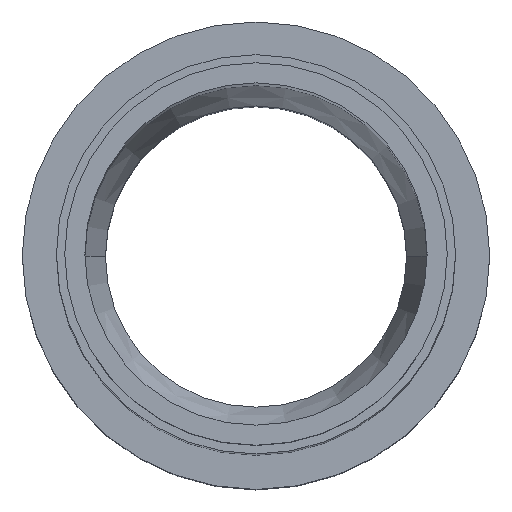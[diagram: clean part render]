
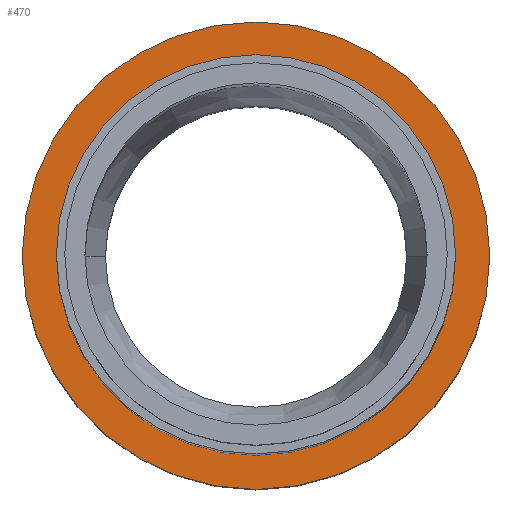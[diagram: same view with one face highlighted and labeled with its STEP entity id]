
A CAD part, top view. The second image highlights one B-rep face of the part: STEP entity #470.
In plain terms, the highlighted planar face has unit normal (0, 0, 1).
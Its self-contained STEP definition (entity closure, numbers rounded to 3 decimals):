
#4 = CARTESIAN_POINT ( 'NONE',  ( -59.65, 0., -295. ) ) ;
#29 = ORIENTED_EDGE ( 'NONE', *, *, #85, .F. ) ;
#34 = CARTESIAN_POINT ( 'NONE',  ( 0., 69.85, -295. ) ) ;
#83 = FACE_BOUND ( 'NONE', #119, .T. ) ;
#85 = EDGE_CURVE ( 'NONE', #395, #144, #515, .T. ) ;
#114 = DIRECTION ( 'NONE',  ( 0., 0., 1. ) ) ;
#119 = EDGE_LOOP ( 'NONE', ( #29, #404 ) ) ;
#128 = AXIS2_PLACEMENT_3D ( 'NONE', #137, #317, #505 ) ;
#136 = CIRCLE ( 'NONE', #128, 69.85 ) ;
#137 = CARTESIAN_POINT ( 'NONE',  ( 0., 0., -295. ) ) ;
#138 = AXIS2_PLACEMENT_3D ( 'NONE', #403, #597, #181 ) ;
#144 = VERTEX_POINT ( 'NONE', #4 ) ;
#149 = DIRECTION ( 'NONE',  ( 0., 0., 1. ) ) ;
#150 = CIRCLE ( 'NONE', #138, 69.85 ) ;
#163 = ORIENTED_EDGE ( 'NONE', *, *, #496, .T. ) ;
#181 = DIRECTION ( 'NONE',  ( 1., 0., 0. ) ) ;
#185 = AXIS2_PLACEMENT_3D ( 'NONE', #34, #223, #401 ) ;
#187 = VERTEX_POINT ( 'NONE', #336 ) ;
#192 = EDGE_CURVE ( 'NONE', #144, #395, #422, .T. ) ;
#223 = DIRECTION ( 'NONE',  ( 0., 0., -1. ) ) ;
#265 = FACE_OUTER_BOUND ( 'NONE', #346, .T. ) ;
#289 = DIRECTION ( 'NONE',  ( 1., 0., 0. ) ) ;
#301 = CARTESIAN_POINT ( 'NONE',  ( 59.65, 0., -295. ) ) ;
#317 = DIRECTION ( 'NONE',  ( 0., 0., 1. ) ) ;
#330 = DIRECTION ( 'NONE',  ( 1., 0., 0. ) ) ;
#336 = CARTESIAN_POINT ( 'NONE',  ( -69.85, 0., -295. ) ) ;
#346 = EDGE_LOOP ( 'NONE', ( #163, #348 ) ) ;
#348 = ORIENTED_EDGE ( 'NONE', *, *, #518, .T. ) ;
#359 = CARTESIAN_POINT ( 'NONE',  ( 69.85, 0., -295. ) ) ;
#395 = VERTEX_POINT ( 'NONE', #301 ) ;
#401 = DIRECTION ( 'NONE',  ( -1., 0., 0. ) ) ;
#403 = CARTESIAN_POINT ( 'NONE',  ( 0., 0., -295. ) ) ;
#404 = ORIENTED_EDGE ( 'NONE', *, *, #192, .F. ) ;
#420 = AXIS2_PLACEMENT_3D ( 'NONE', #524, #114, #289 ) ;
#422 = CIRCLE ( 'NONE', #420, 59.65 ) ;
#450 = PLANE ( 'NONE',  #185 ) ;
#470 = ADVANCED_FACE ( 'NONE', ( #83, #265 ), #450, .F. ) ;
#496 = EDGE_CURVE ( 'NONE', #502, #187, #150, .T. ) ;
#502 = VERTEX_POINT ( 'NONE', #359 ) ;
#505 = DIRECTION ( 'NONE',  ( 1., 0., 0. ) ) ;
#514 = AXIS2_PLACEMENT_3D ( 'NONE', #564, #149, #330 ) ;
#515 = CIRCLE ( 'NONE', #514, 59.65 ) ;
#518 = EDGE_CURVE ( 'NONE', #187, #502, #136, .T. ) ;
#524 = CARTESIAN_POINT ( 'NONE',  ( 0., 0., -295. ) ) ;
#564 = CARTESIAN_POINT ( 'NONE',  ( 0., 0., -295. ) ) ;
#597 = DIRECTION ( 'NONE',  ( 0., 0., 1. ) ) ;
